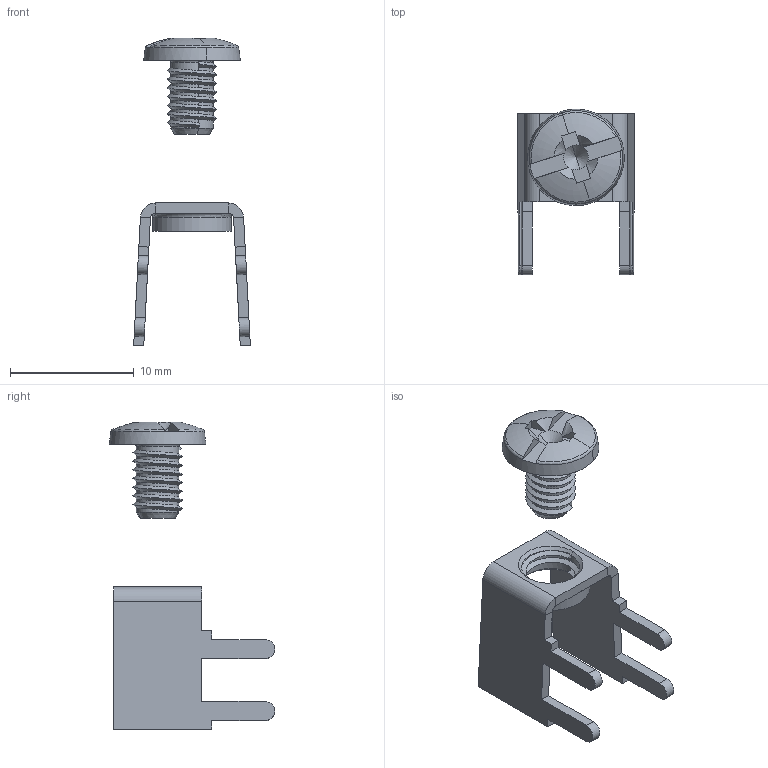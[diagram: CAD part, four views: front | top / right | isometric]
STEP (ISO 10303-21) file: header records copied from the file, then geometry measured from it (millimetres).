
FILE_DESCRIPTION (( 'STEP AP203' ), '1' );
FILE_NAME ('7765.STEP', '2011-06-14T17:29:07', ( '' ), ( '' ), 'SwSTEP 2.0', 'SolidWorks 2009', '' );
FILE_SCHEMA (( 'CONFIG_CONTROL_DESIGN' ));
Length unit declared in the file: millimetre
Products named in the file (3): 7764; 7799-1; 7765
Assembly tree (2 placements, depth 2):
  7765
    7764
    7799-1
Bounding box: 9.41 x 13.35 x 24.82 mm (x, y, z)
Volume: 325.1 mm3; surface area: 834.5 mm2
Topology: 2 solids, 2 shells, 114 faces, 290 edges, 179 vertices
Faces by surface type: plane 56, cylinder 33, torus 11, cone 10, bspline 4
Entity records: 4374 total; most frequent: CARTESIAN_POINT 1473, ORIENTED_EDGE 576, DIRECTION 519, EDGE_CURVE 288, AXIS2_PLACEMENT_3D 184, VERTEX_POINT 179, VECTOR 151, LINE 151
